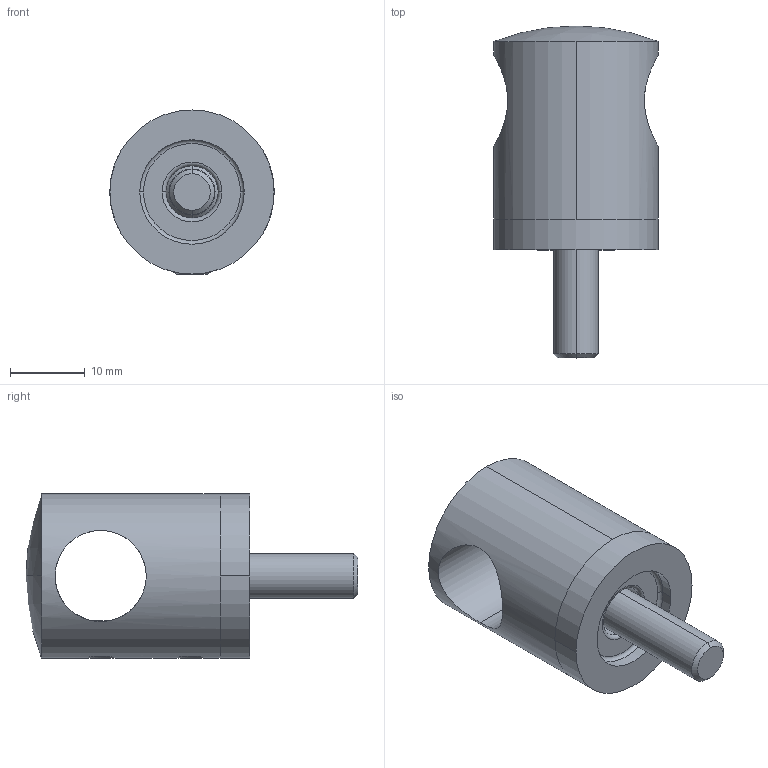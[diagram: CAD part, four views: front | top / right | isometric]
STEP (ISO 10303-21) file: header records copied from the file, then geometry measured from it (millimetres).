
FILE_DESCRIPTION (( 'STEP AP203' ), '1' );
FILE_NAME ('41835 for customer.STEP', '2021-12-13T08:47:29', ( '' ), ( '' ), 'SwSTEP 2.0', 'SolidWorks 2020', '' );
FILE_SCHEMA (( 'CONFIG_CONTROL_DESIGN' ));
Length unit declared in the file: millimetre
Products named in the file (5): socket countersunk head screw_din_DIN 7991 - M6 x 25 --- 18.7N; H-22-20-12.2极; 41835 for customer; H-22-42.4ñ; socket set screw flat point_din_DIN 913 - M5 x 5-N
Assembly tree (5 placements, depth 2):
  41835 for customer
    H-22-20-12.2极
    H-22-42.4ñ
    socket set screw flat point_din_DIN 913 - M5 x 5-N  x2
    socket countersunk head screw_din_DIN 7991 - M6 x 25 --- 18.7N
Bounding box: 22 x 44.48 x 22 mm (x, y, z)
Volume: 8506.1 mm3; surface area: 5700.7 mm2
Topology: 5 solids, 5 shells, 96 faces, 216 edges, 130 vertices
Faces by surface type: plane 38, cylinder 26, cone 18, torus 12, sphere 2
Entity records: 3185 total; most frequent: CARTESIAN_POINT 787, DIRECTION 422, ORIENTED_EDGE 364, EDGE_CURVE 182, AXIS2_PLACEMENT_3D 169, VERTEX_POINT 110, EDGE_LOOP 90, VECTOR 84
